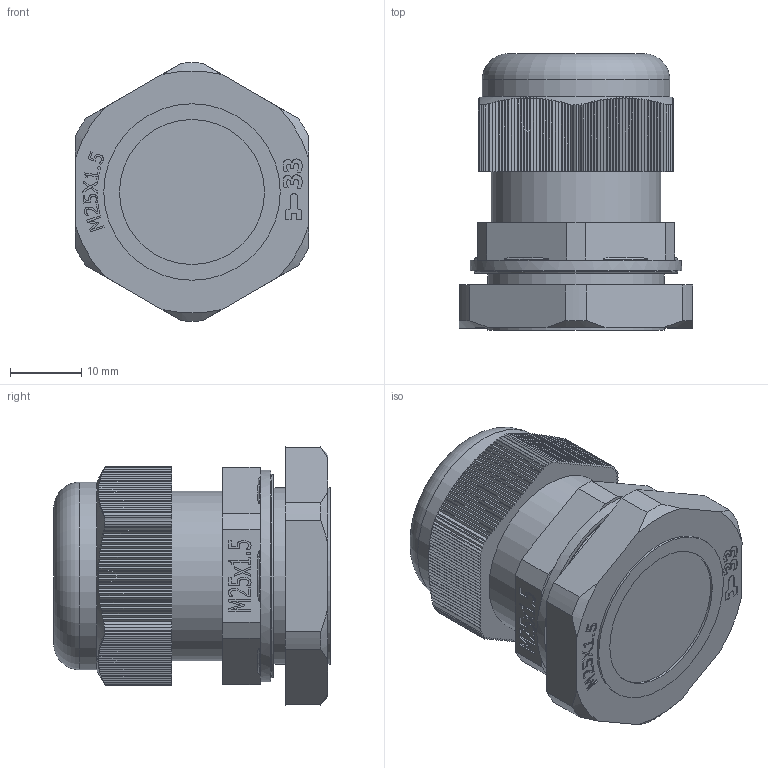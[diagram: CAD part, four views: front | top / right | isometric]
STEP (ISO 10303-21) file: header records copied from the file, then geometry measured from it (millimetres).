
FILE_DESCRIPTION(/* description */ (''),/* implementation_level */ '2;1');
FILE_NAME(/* name */ '',/* time_stamp */ '2025-07-22T11:47:37+07:00',/* author */ ('zeta-86'),/* organization */ (''),/* preprocessor_version */ 'ST-DEVELOPER v19.2',/* originating_system */ 'Autodesk Inventor 2024',/* authorisation */ '');
FILE_SCHEMA (('AUTOMOTIVE_DESIGN { 1 0 10303 214 3 1 1 }'));
Length unit declared in the file: millimetre
Products named in the file (1): MG25 под stp
Bounding box: 32.7 x 38.71 x 36.19 mm (x, y, z)
Volume: 23640.2 mm3; surface area: 6531.1 mm2
Topology: 1 solids, 1 shells, 947 faces, 2716 edges, 1806 vertices
Faces by surface type: plane 745, bspline 162, cylinder 24, torus 9, cone 7
Full cylindrical faces by diameter (mm): 16 x1, 20.3 x1, 23.7 x1, 24.7 x2, 25.5 x1, 26.3 x1, 26.5 x1, 27.5 x1, 28.5 x1, 29.6 x1
Entity records: 31562 total; most frequent: CARTESIAN_POINT 8099, ORIENTED_EDGE 5432, DIRECTION 4061, EDGE_CURVE 2716, LINE 1933, VECTOR 1933, VERTEX_POINT 1806, AXIS2_PLACEMENT_3D 1064
